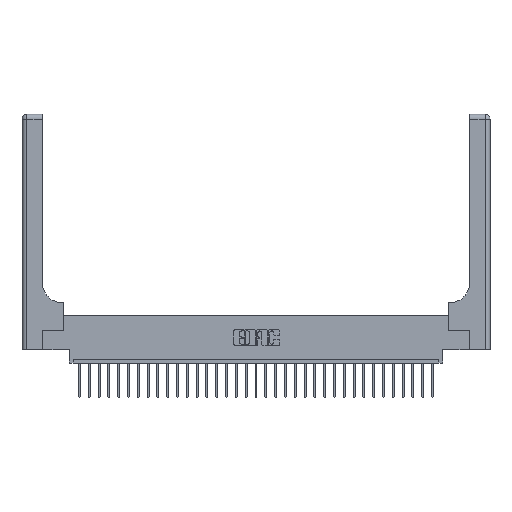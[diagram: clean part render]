
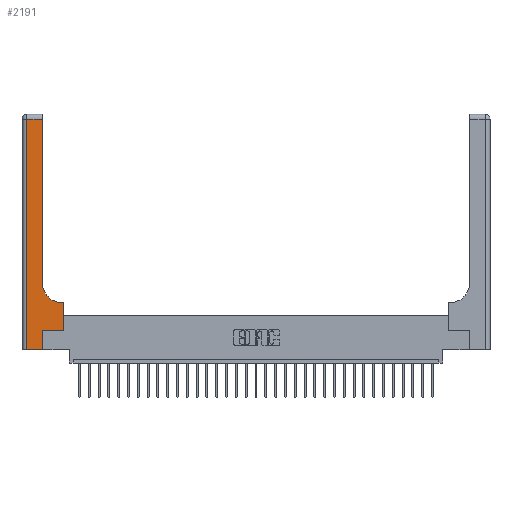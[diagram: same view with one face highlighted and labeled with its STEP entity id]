
A CAD part, top view. The second image highlights one B-rep face of the part: STEP entity #2191.
In plain terms, the highlighted planar face has unit normal (0, 0, 1).
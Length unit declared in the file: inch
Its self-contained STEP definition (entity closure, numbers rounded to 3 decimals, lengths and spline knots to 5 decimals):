
#218 = CARTESIAN_POINT ( 'NONE',  ( 0.51, 0.6, 0.37 ) ) ;
#561 = ORIENTED_EDGE ( 'NONE', *, *, #21449, .T. ) ;
#1131 = DIRECTION ( 'NONE',  ( 1., 0., 0. ) ) ;
#1274 = ORIENTED_EDGE ( 'NONE', *, *, #5988, .T. ) ;
#1331 = EDGE_CURVE ( 'NONE', #1932, #25054, #5616, .T. ) ;
#1558 = ORIENTED_EDGE ( 'NONE', *, *, #20709, .T. ) ;
#1932 = VERTEX_POINT ( 'NONE', #3066 ) ;
#2112 = VECTOR ( 'NONE', #2381, 39.37008 ) ;
#2191 = ADVANCED_FACE ( 'NONE', ( #29352 ), #26552, .F. ) ;
#2207 = CARTESIAN_POINT ( 'NONE',  ( 0.528, 0.25, 0.37 ) ) ;
#2381 = DIRECTION ( 'NONE',  ( -1., 0., 0. ) ) ;
#2640 = CARTESIAN_POINT ( 'NONE',  ( 0.51, 0.85, 0.37 ) ) ;
#2659 = CARTESIAN_POINT ( 'NONE',  ( 0.26, 0.85, 0.37 ) ) ;
#2841 = ORIENTED_EDGE ( 'NONE', *, *, #1331, .T. ) ;
#2938 = DIRECTION ( 'NONE',  ( 0., 0., -1. ) ) ;
#3066 = CARTESIAN_POINT ( 'NONE',  ( 0.265, 0.25, 0.37 ) ) ;
#4894 = AXIS2_PLACEMENT_3D ( 'NONE', #17836, #6633, #6491 ) ;
#5165 = ORIENTED_EDGE ( 'NONE', *, *, #27719, .T. ) ;
#5175 = VERTEX_POINT ( 'NONE', #20565 ) ;
#5616 = LINE ( 'NONE', #19665, #16654 ) ;
#5707 = EDGE_LOOP ( 'NONE', ( #21398, #1274, #1558, #23883, #16258, #2841, #561, #5165, #27042 ) ) ;
#5988 = EDGE_CURVE ( 'NONE', #14215, #28308, #11276, .T. ) ;
#6353 = CARTESIAN_POINT ( 'NONE',  ( 0.06, 2.94, 0.37 ) ) ;
#6491 = DIRECTION ( 'NONE',  ( -1., 0., 0. ) ) ;
#6532 = DIRECTION ( 'NONE',  ( 0., 1., 0. ) ) ;
#6633 = DIRECTION ( 'NONE',  ( 0., 0., -1. ) ) ;
#7297 = EDGE_CURVE ( 'NONE', #10176, #1932, #13669, .T. ) ;
#7518 = CARTESIAN_POINT ( 'NONE',  ( 0.26, 2.94, 0.37 ) ) ;
#7805 = LINE ( 'NONE', #28425, #25552 ) ;
#8063 = DIRECTION ( 'NONE',  ( 0., 1., 0. ) ) ;
#8580 = CARTESIAN_POINT ( 'NONE',  ( 0.265, 0., 0.37 ) ) ;
#9896 = VERTEX_POINT ( 'NONE', #14922 ) ;
#10176 = VERTEX_POINT ( 'NONE', #27081 ) ;
#10354 = AXIS2_PLACEMENT_3D ( 'NONE', #2640, #2938, #14193 ) ;
#10592 = VERTEX_POINT ( 'NONE', #218 ) ;
#11276 = LINE ( 'NONE', #20418, #2112 ) ;
#12597 = EDGE_CURVE ( 'NONE', #21364, #14215, #26153, .T. ) ;
#13669 = LINE ( 'NONE', #8580, #14411 ) ;
#13673 = EDGE_CURVE ( 'NONE', #10592, #21364, #26586, .T. ) ;
#14193 = DIRECTION ( 'NONE',  ( 1., 0., 0. ) ) ;
#14215 = VERTEX_POINT ( 'NONE', #7518 ) ;
#14411 = VECTOR ( 'NONE', #6532, 39.37008 ) ;
#14922 = CARTESIAN_POINT ( 'NONE',  ( 0.06, 0., 0.37 ) ) ;
#15037 = DIRECTION ( 'NONE',  ( 1., 0., 0. ) ) ;
#16258 = ORIENTED_EDGE ( 'NONE', *, *, #7297, .T. ) ;
#16654 = VECTOR ( 'NONE', #15037, 39.37008 ) ;
#16835 = DIRECTION ( 'NONE',  ( -1., 0., 0. ) ) ;
#16895 = LINE ( 'NONE', #21256, #26999 ) ;
#16978 = LINE ( 'NONE', #23704, #20508 ) ;
#17161 = DIRECTION ( 'NONE',  ( 0., 1., 0. ) ) ;
#17387 = CARTESIAN_POINT ( 'NONE',  ( 0.06, 3., 0.37 ) ) ;
#17836 = CARTESIAN_POINT ( 'NONE',  ( 0., 3., 0.37 ) ) ;
#17874 = VECTOR ( 'NONE', #24294, 39.37008 ) ;
#18411 = VECTOR ( 'NONE', #17161, 39.37008 ) ;
#18956 = CARTESIAN_POINT ( 'NONE',  ( 0.26, 3., 0.37 ) ) ;
#19665 = CARTESIAN_POINT ( 'NONE',  ( 0.265, 0.25, 0.37 ) ) ;
#20418 = CARTESIAN_POINT ( 'NONE',  ( 0., 2.94, 0.37 ) ) ;
#20508 = VECTOR ( 'NONE', #16835, 39.37008 ) ;
#20565 = CARTESIAN_POINT ( 'NONE',  ( 0.528, 0.6, 0.37 ) ) ;
#20709 = EDGE_CURVE ( 'NONE', #28308, #9896, #21899, .T. ) ;
#21256 = CARTESIAN_POINT ( 'NONE',  ( 0., 0., 0.37 ) ) ;
#21364 = VERTEX_POINT ( 'NONE', #2659 ) ;
#21398 = ORIENTED_EDGE ( 'NONE', *, *, #12597, .T. ) ;
#21449 = EDGE_CURVE ( 'NONE', #25054, #5175, #7805, .T. ) ;
#21708 = EDGE_CURVE ( 'NONE', #9896, #10176, #16895, .T. ) ;
#21899 = LINE ( 'NONE', #17387, #17874 ) ;
#23704 = CARTESIAN_POINT ( 'NONE',  ( 0.26, 0.6, 0.37 ) ) ;
#23883 = ORIENTED_EDGE ( 'NONE', *, *, #21708, .T. ) ;
#24294 = DIRECTION ( 'NONE',  ( 0., -1., 0. ) ) ;
#25054 = VERTEX_POINT ( 'NONE', #2207 ) ;
#25552 = VECTOR ( 'NONE', #8063, 39.37008 ) ;
#26153 = LINE ( 'NONE', #18956, #18411 ) ;
#26552 = PLANE ( 'NONE',  #4894 ) ;
#26586 = CIRCLE ( 'NONE', #10354, 0.25 ) ;
#26999 = VECTOR ( 'NONE', #1131, 39.37008 ) ;
#27042 = ORIENTED_EDGE ( 'NONE', *, *, #13673, .T. ) ;
#27081 = CARTESIAN_POINT ( 'NONE',  ( 0.265, 0., 0.37 ) ) ;
#27719 = EDGE_CURVE ( 'NONE', #5175, #10592, #16978, .T. ) ;
#28308 = VERTEX_POINT ( 'NONE', #6353 ) ;
#28425 = CARTESIAN_POINT ( 'NONE',  ( 0.528, 0.25, 0.37 ) ) ;
#29352 = FACE_OUTER_BOUND ( 'NONE', #5707, .T. ) ;
